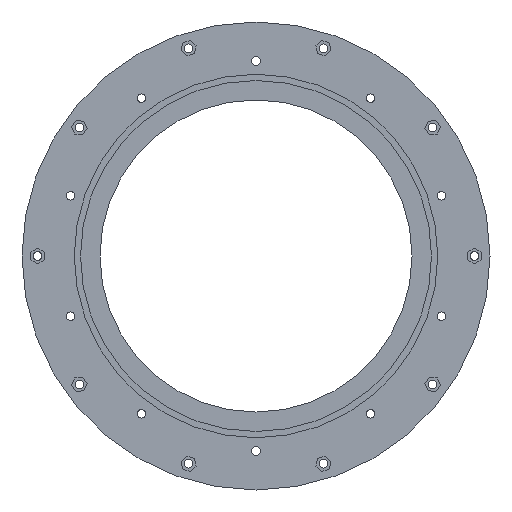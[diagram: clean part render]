
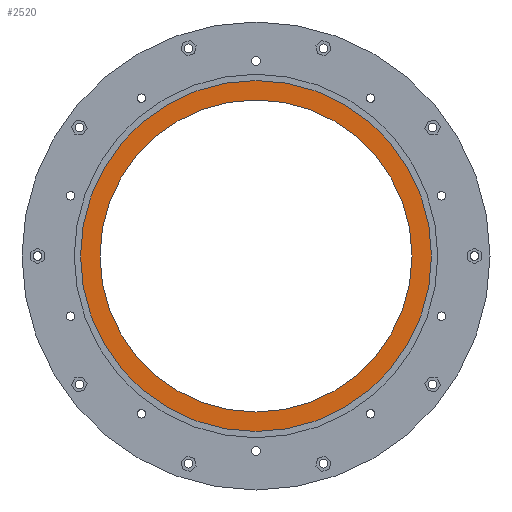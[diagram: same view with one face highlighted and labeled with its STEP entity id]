
A CAD part, front view. The second image highlights one B-rep face of the part: STEP entity #2520.
In plain terms, the highlighted planar face has unit normal (0, -1, 0).
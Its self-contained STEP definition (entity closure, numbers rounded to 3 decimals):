
#117=FACE_BOUND('',#552,.T.);
#129=CIRCLE('',#2566,112.5);
#229=CIRCLE('',#2786,100.);
#362=FACE_OUTER_BOUND('',#551,.T.);
#551=EDGE_LOOP('',(#2299));
#552=EDGE_LOOP('',(#2300));
#1096=VERTEX_POINT('',#3671);
#1256=VERTEX_POINT('',#4225);
#1329=EDGE_CURVE('',#1096,#1096,#129,.T.);
#1603=EDGE_CURVE('',#1256,#1256,#229,.T.);
#2299=ORIENTED_EDGE('',*,*,#1329,.T.);
#2300=ORIENTED_EDGE('',*,*,#1603,.F.);
#2387=PLANE('',#2788);
#2520=ADVANCED_FACE('',(#362,#117),#2387,.F.);
#2566=AXIS2_PLACEMENT_3D('',#3673,#2896,#2897);
#2786=AXIS2_PLACEMENT_3D('',#4227,#3510,#3511);
#2788=AXIS2_PLACEMENT_3D('',#4230,#3515,#3516);
#2896=DIRECTION('center_axis',(0.,-1.,0.));
#2897=DIRECTION('ref_axis',(0.,0.,1.));
#3510=DIRECTION('center_axis',(0.,-1.,0.));
#3511=DIRECTION('ref_axis',(1.,0.,0.));
#3515=DIRECTION('center_axis',(0.,1.,0.));
#3516=DIRECTION('ref_axis',(0.,0.,1.));
#3671=CARTESIAN_POINT('',(0.,0.,-112.5));
#3673=CARTESIAN_POINT('Origin',(0.,0.,0.));
#4225=CARTESIAN_POINT('',(-100.,0.,0.));
#4227=CARTESIAN_POINT('Origin',(0.,0.,0.));
#4230=CARTESIAN_POINT('Origin',(0.,0.,0.));
